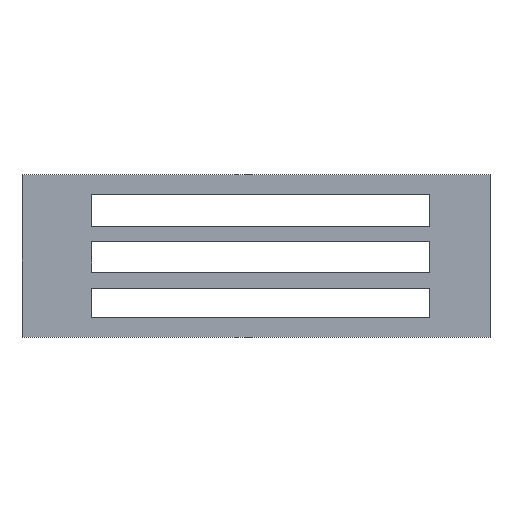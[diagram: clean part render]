
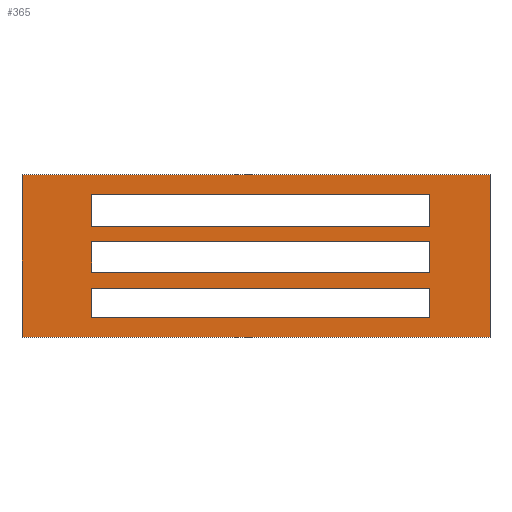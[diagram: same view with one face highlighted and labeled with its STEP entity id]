
A CAD part, top view. The second image highlights one B-rep face of the part: STEP entity #365.
In plain terms, the highlighted planar face has unit normal (0, 0, 1).
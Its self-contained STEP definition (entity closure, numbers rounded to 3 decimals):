
#15=FACE_BOUND('',#52,.T.);
#16=FACE_BOUND('',#53,.T.);
#17=FACE_BOUND('',#54,.T.);
#33=FACE_OUTER_BOUND('',#51,.T.);
#51=EDGE_LOOP('',(#287,#288,#289,#290));
#52=EDGE_LOOP('',(#291,#292,#293,#294));
#53=EDGE_LOOP('',(#295,#296,#297,#298));
#54=EDGE_LOOP('',(#299,#300,#301,#302));
#63=LINE('',#493,#111);
#67=LINE('',#501,#115);
#70=LINE('',#507,#118);
#73=LINE('',#512,#121);
#75=LINE('',#517,#123);
#79=LINE('',#525,#127);
#82=LINE('',#531,#130);
#85=LINE('',#536,#133);
#87=LINE('',#541,#135);
#91=LINE('',#549,#139);
#94=LINE('',#555,#142);
#97=LINE('',#560,#145);
#99=LINE('',#565,#147);
#100=LINE('',#567,#148);
#101=LINE('',#569,#149);
#102=LINE('',#570,#150);
#111=VECTOR('',#407,10.);
#115=VECTOR('',#413,10.);
#118=VECTOR('',#418,10.);
#121=VECTOR('',#423,10.);
#123=VECTOR('',#427,10.);
#127=VECTOR('',#433,10.);
#130=VECTOR('',#438,10.);
#133=VECTOR('',#443,10.);
#135=VECTOR('',#447,10.);
#139=VECTOR('',#453,10.);
#142=VECTOR('',#458,10.);
#145=VECTOR('',#463,10.);
#147=VECTOR('',#467,10.);
#148=VECTOR('',#468,10.);
#149=VECTOR('',#469,10.);
#150=VECTOR('',#470,10.);
#159=VERTEX_POINT('',#491);
#160=VERTEX_POINT('',#492);
#163=VERTEX_POINT('',#500);
#165=VERTEX_POINT('',#506);
#167=VERTEX_POINT('',#515);
#168=VERTEX_POINT('',#516);
#171=VERTEX_POINT('',#524);
#173=VERTEX_POINT('',#530);
#175=VERTEX_POINT('',#539);
#176=VERTEX_POINT('',#540);
#179=VERTEX_POINT('',#548);
#181=VERTEX_POINT('',#554);
#183=VERTEX_POINT('',#563);
#184=VERTEX_POINT('',#564);
#185=VERTEX_POINT('',#566);
#186=VERTEX_POINT('',#568);
#191=EDGE_CURVE('',#159,#160,#63,.T.);
#195=EDGE_CURVE('',#160,#163,#67,.T.);
#198=EDGE_CURVE('',#163,#165,#70,.T.);
#201=EDGE_CURVE('',#165,#159,#73,.T.);
#203=EDGE_CURVE('',#167,#168,#75,.T.);
#207=EDGE_CURVE('',#168,#171,#79,.T.);
#210=EDGE_CURVE('',#171,#173,#82,.T.);
#213=EDGE_CURVE('',#173,#167,#85,.T.);
#215=EDGE_CURVE('',#175,#176,#87,.T.);
#219=EDGE_CURVE('',#176,#179,#91,.T.);
#222=EDGE_CURVE('',#179,#181,#94,.T.);
#225=EDGE_CURVE('',#181,#175,#97,.T.);
#227=EDGE_CURVE('',#183,#184,#99,.T.);
#228=EDGE_CURVE('',#184,#185,#100,.T.);
#229=EDGE_CURVE('',#186,#185,#101,.T.);
#230=EDGE_CURVE('',#183,#186,#102,.T.);
#287=ORIENTED_EDGE('',*,*,#227,.T.);
#288=ORIENTED_EDGE('',*,*,#228,.T.);
#289=ORIENTED_EDGE('',*,*,#229,.F.);
#290=ORIENTED_EDGE('',*,*,#230,.F.);
#291=ORIENTED_EDGE('',*,*,#198,.T.);
#292=ORIENTED_EDGE('',*,*,#201,.T.);
#293=ORIENTED_EDGE('',*,*,#191,.T.);
#294=ORIENTED_EDGE('',*,*,#195,.T.);
#295=ORIENTED_EDGE('',*,*,#210,.T.);
#296=ORIENTED_EDGE('',*,*,#213,.T.);
#297=ORIENTED_EDGE('',*,*,#203,.T.);
#298=ORIENTED_EDGE('',*,*,#207,.T.);
#299=ORIENTED_EDGE('',*,*,#222,.T.);
#300=ORIENTED_EDGE('',*,*,#225,.T.);
#301=ORIENTED_EDGE('',*,*,#215,.T.);
#302=ORIENTED_EDGE('',*,*,#219,.T.);
#347=PLANE('',#397);
#365=ADVANCED_FACE('',(#33,#15,#16,#17),#347,.T.);
#397=AXIS2_PLACEMENT_3D('',#562,#465,#466);
#407=DIRECTION('',(0.,1.,0.));
#413=DIRECTION('',(1.,0.,0.));
#418=DIRECTION('',(0.,-1.,0.));
#423=DIRECTION('',(-1.,0.,0.));
#427=DIRECTION('',(0.,1.,0.));
#433=DIRECTION('',(1.,0.,0.));
#438=DIRECTION('',(0.,-1.,0.));
#443=DIRECTION('',(-1.,0.,0.));
#447=DIRECTION('',(0.,1.,0.));
#453=DIRECTION('',(1.,0.,0.));
#458=DIRECTION('',(0.,-1.,0.));
#463=DIRECTION('',(-1.,0.,0.));
#465=DIRECTION('center_axis',(0.,0.,1.));
#466=DIRECTION('ref_axis',(0.,1.,0.));
#467=DIRECTION('',(0.,1.,0.));
#468=DIRECTION('',(-1.,0.,0.));
#469=DIRECTION('',(0.,1.,0.));
#470=DIRECTION('',(-1.,0.,0.));
#491=CARTESIAN_POINT('',(24.,518.,276.5));
#492=CARTESIAN_POINT('',(24.,522.732,276.5));
#493=CARTESIAN_POINT('',(24.,515.366,276.5));
#500=CARTESIAN_POINT('',(76.,522.732,276.5));
#501=CARTESIAN_POINT('',(80.62,522.732,276.5));
#506=CARTESIAN_POINT('',(76.,518.,276.5));
#507=CARTESIAN_POINT('',(76.,513.,276.5));
#512=CARTESIAN_POINT('',(54.62,518.,276.5));
#515=CARTESIAN_POINT('',(24.,511.,276.5));
#516=CARTESIAN_POINT('',(24.,515.479,276.5));
#517=CARTESIAN_POINT('',(24.,511.74,276.5));
#524=CARTESIAN_POINT('',(76.,515.479,276.5));
#525=CARTESIAN_POINT('',(80.62,515.479,276.5));
#530=CARTESIAN_POINT('',(76.,511.,276.5));
#531=CARTESIAN_POINT('',(76.,509.5,276.5));
#536=CARTESIAN_POINT('',(54.62,511.,276.5));
#539=CARTESIAN_POINT('',(24.,525.,276.5));
#540=CARTESIAN_POINT('',(24.,530.,276.5));
#541=CARTESIAN_POINT('',(24.,519.,276.5));
#548=CARTESIAN_POINT('',(76.,530.,276.5));
#549=CARTESIAN_POINT('',(80.62,530.,276.5));
#554=CARTESIAN_POINT('',(76.,525.,276.5));
#555=CARTESIAN_POINT('',(76.,516.5,276.5));
#560=CARTESIAN_POINT('',(54.62,525.,276.5));
#562=CARTESIAN_POINT('Origin',(85.24,508.,276.5));
#563=CARTESIAN_POINT('',(85.24,508.,276.5));
#564=CARTESIAN_POINT('',(85.24,533.,276.5));
#565=CARTESIAN_POINT('',(85.24,508.,276.5));
#566=CARTESIAN_POINT('',(13.24,533.,276.5));
#567=CARTESIAN_POINT('',(85.24,533.,276.5));
#568=CARTESIAN_POINT('',(13.24,508.,276.5));
#569=CARTESIAN_POINT('',(13.24,508.,276.5));
#570=CARTESIAN_POINT('',(85.24,508.,276.5));
